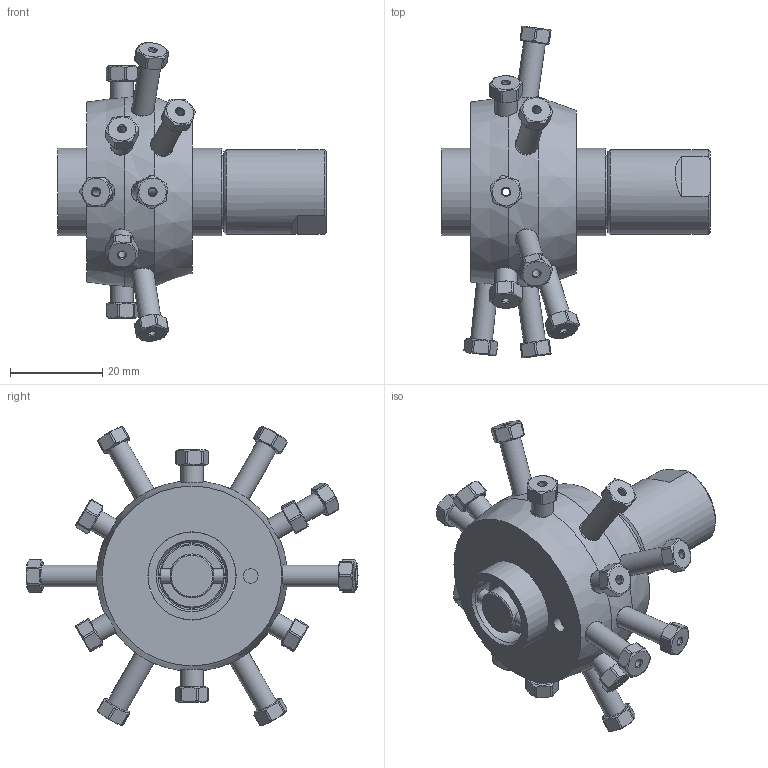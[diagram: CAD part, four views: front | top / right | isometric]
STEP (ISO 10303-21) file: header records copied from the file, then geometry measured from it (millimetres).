
FILE_DESCRIPTION((''),'2;1');
FILE_NAME('313465.stp','2013-11-29T10:15:14',('Franzp'),(''),'Autodesk Inventor 2013','Autodesk Inventor 2013','');
FILE_SCHEMA(('AUTOMOTIVE_DESIGN { 1 0 10303 214 1 1 1 1 }'));
Length unit declared in the file: millimetre
Products named in the file (1): 313465_Shrinkwrap_1
Bounding box: 58.28 x 71.94 x 64.67 mm (x, y, z)
Surface area: 13144.2 mm2 (no closed solid volume)
Topology: 0 solids, 28 shells, 329 faces, 909 edges, 617 vertices
Faces by surface type: plane 148, cylinder 129, cone 52
Full cylindrical faces by diameter (mm): 1.71 x8, 1.727 x6, 3.183 x1, 3.213 x1, 4.7 x8, 4.826 x6, 5 x11, 9.525 x1, 14.681 x1, 15.748 x1, 18.415 x1, 19.05 x2, 41.275 x1
Entity records: 10509 total; most frequent: CARTESIAN_POINT 2611, DIRECTION 1558, ORIENTED_EDGE 1414, EDGE_CURVE 756, AXIS2_PLACEMENT_3D 680, VERTEX_POINT 563, EDGE_LOOP 480, CIRCLE 348
